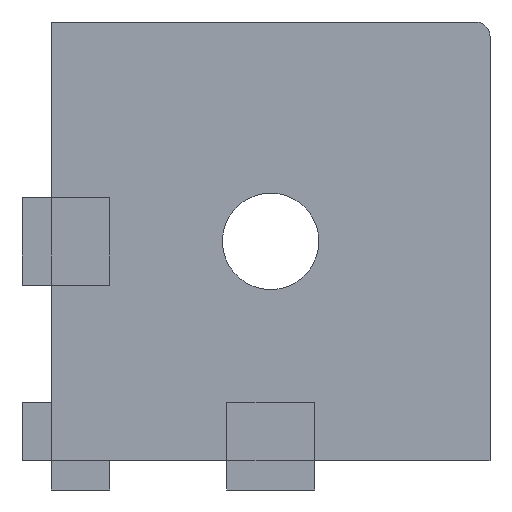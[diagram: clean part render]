
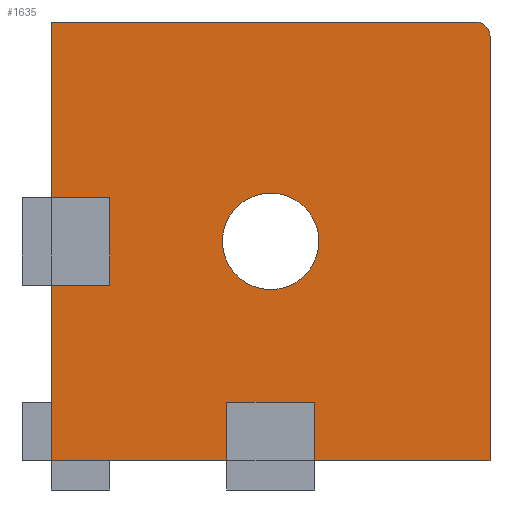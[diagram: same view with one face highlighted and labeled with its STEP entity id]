
A CAD part, front view. The second image highlights one B-rep face of the part: STEP entity #1635.
In plain terms, the highlighted planar face has unit normal (0, -1, 0).
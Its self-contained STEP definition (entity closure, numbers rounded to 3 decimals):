
#130 = DIRECTION ( 'NONE',  ( 0., 0., 1. ) ) ;
#131 = DIRECTION ( 'NONE',  ( 0., 1., 0. ) ) ;
#132 = CARTESIAN_POINT ( 'NONE',  ( 0., 0., 0. ) ) ;
#133 = AXIS2_PLACEMENT_3D ( 'NONE', #132, #131, #130 ) ;
#134 = CIRCLE ( 'NONE', #133, 3.3 ) ;
#148 = CARTESIAN_POINT ( 'NONE',  ( 0., 0., 3.3 ) ) ;
#149 = CARTESIAN_POINT ( 'NONE',  ( 0., 0., -3.3 ) ) ;
#699 = AXIS2_PLACEMENT_3D ( 'NONE', #701, #729, #728 ) ;
#701 = CARTESIAN_POINT ( 'NONE',  ( 14., 0., 14. ) ) ;
#702 = CARTESIAN_POINT ( 'NONE',  ( 15., 0., 14. ) ) ;
#707 = CARTESIAN_POINT ( 'NONE',  ( 3., 0., -11. ) ) ;
#723 = DIRECTION ( 'NONE',  ( -1., 0., 0. ) ) ;
#724 = VECTOR ( 'NONE', #723, 1000. ) ;
#725 = CARTESIAN_POINT ( 'NONE',  ( -15., 0., -15. ) ) ;
#726 = LINE ( 'NONE', #725, #724 ) ;
#727 = CARTESIAN_POINT ( 'NONE',  ( 0., 0., 0. ) ) ;
#728 = DIRECTION ( 'NONE',  ( 0., 0., -1. ) ) ;
#729 = DIRECTION ( 'NONE',  ( 0., -1., 0. ) ) ;
#730 = CARTESIAN_POINT ( 'NONE',  ( -15., 0., 15. ) ) ;
#731 = AXIS2_PLACEMENT_3D ( 'NONE', #727, #752, #751 ) ;
#733 = DIRECTION ( 'NONE',  ( 0., 0., 1. ) ) ;
#734 = VECTOR ( 'NONE', #733, 1000. ) ;
#740 = CARTESIAN_POINT ( 'NONE',  ( 3., 0., -11. ) ) ;
#741 = LINE ( 'NONE', #740, #734 ) ;
#743 = CARTESIAN_POINT ( 'NONE',  ( -15., 0., 3. ) ) ;
#744 = CIRCLE ( 'NONE', #699, 1. ) ;
#745 = CARTESIAN_POINT ( 'NONE',  ( 15., 0., -15. ) ) ;
#746 = DIRECTION ( 'NONE',  ( 0., 0., -1. ) ) ;
#747 = CARTESIAN_POINT ( 'NONE',  ( 3., 0., -11. ) ) ;
#748 = LINE ( 'NONE', #747, #802 ) ;
#751 = DIRECTION ( 'NONE',  ( 0., 0., 1. ) ) ;
#752 = DIRECTION ( 'NONE',  ( 0., 1., 0. ) ) ;
#754 = PLANE ( 'NONE',  #762 ) ;
#755 = FACE_OUTER_BOUND ( 'NONE', #1696, .T. ) ;
#757 = DIRECTION ( 'NONE',  ( 0., -1., 0. ) ) ;
#758 = CARTESIAN_POINT ( 'NONE',  ( -15., 0., -15. ) ) ;
#759 = CIRCLE ( 'NONE', #731, 3.3 ) ;
#762 = AXIS2_PLACEMENT_3D ( 'NONE', #758, #757, #746 ) ;
#766 = FACE_BOUND ( 'NONE', #1623, .T. ) ;
#767 = CARTESIAN_POINT ( 'NONE',  ( -3., 0., -11. ) ) ;
#774 = LINE ( 'NONE', #780, #824 ) ;
#775 = DIRECTION ( 'NONE',  ( -1., 0., 0. ) ) ;
#776 = VECTOR ( 'NONE', #775, 1000. ) ;
#777 = LINE ( 'NONE', #778, #776 ) ;
#778 = CARTESIAN_POINT ( 'NONE',  ( -15., 0., -15. ) ) ;
#780 = CARTESIAN_POINT ( 'NONE',  ( -3., 0., -11. ) ) ;
#783 = CARTESIAN_POINT ( 'NONE',  ( -11., 0., -3. ) ) ;
#784 = CARTESIAN_POINT ( 'NONE',  ( 14., 0., 15. ) ) ;
#785 = CARTESIAN_POINT ( 'NONE',  ( -3., 0., -15. ) ) ;
#789 = CARTESIAN_POINT ( 'NONE',  ( -15., 0., -15. ) ) ;
#801 = DIRECTION ( 'NONE',  ( -1., 0., 0. ) ) ;
#802 = VECTOR ( 'NONE', #801, 1000. ) ;
#805 = CARTESIAN_POINT ( 'NONE',  ( 15., 0., 15. ) ) ;
#822 = CARTESIAN_POINT ( 'NONE',  ( -15., 0., 15. ) ) ;
#823 = DIRECTION ( 'NONE',  ( 0., 0., -1. ) ) ;
#824 = VECTOR ( 'NONE', #823, 1000. ) ;
#830 = CARTESIAN_POINT ( 'NONE',  ( 3., 0., -15. ) ) ;
#832 = DIRECTION ( 'NONE',  ( 0., 0., 1. ) ) ;
#833 = VECTOR ( 'NONE', #832, 1000. ) ;
#834 = CARTESIAN_POINT ( 'NONE',  ( -11., 0., 3. ) ) ;
#835 = LINE ( 'NONE', #834, #833 ) ;
#837 = DIRECTION ( 'NONE',  ( 1., 0., 0. ) ) ;
#838 = VECTOR ( 'NONE', #837, 1000. ) ;
#839 = LINE ( 'NONE', #822, #838 ) ;
#840 = DIRECTION ( 'NONE',  ( 1., 0., 0. ) ) ;
#841 = VECTOR ( 'NONE', #840, 1000. ) ;
#842 = CARTESIAN_POINT ( 'NONE',  ( -11., 0., -3. ) ) ;
#843 = LINE ( 'NONE', #842, #841 ) ;
#846 = CARTESIAN_POINT ( 'NONE',  ( -11., 0., 3. ) ) ;
#847 = DIRECTION ( 'NONE',  ( -1., 0., 0. ) ) ;
#848 = VECTOR ( 'NONE', #847, 1000. ) ;
#849 = LINE ( 'NONE', #851, #848 ) ;
#850 = CARTESIAN_POINT ( 'NONE',  ( -15., 0., -3. ) ) ;
#851 = CARTESIAN_POINT ( 'NONE',  ( -11., 0., 3. ) ) ;
#852 = DIRECTION ( 'NONE',  ( 0., 0., -1. ) ) ;
#853 = VECTOR ( 'NONE', #852, 1000. ) ;
#854 = LINE ( 'NONE', #805, #853 ) ;
#870 = DIRECTION ( 'NONE',  ( 0., 0., 1. ) ) ;
#871 = VECTOR ( 'NONE', #870, 1000. ) ;
#872 = CARTESIAN_POINT ( 'NONE',  ( -15., 0., 15. ) ) ;
#873 = LINE ( 'NONE', #872, #871 ) ;
#878 = DIRECTION ( 'NONE',  ( 0., 0., 1. ) ) ;
#879 = VECTOR ( 'NONE', #878, 1000. ) ;
#880 = CARTESIAN_POINT ( 'NONE',  ( -15., 0., 15. ) ) ;
#881 = LINE ( 'NONE', #880, #879 ) ;
#1298 = VERTEX_POINT ( 'NONE', #149 ) ;
#1299 = VERTEX_POINT ( 'NONE', #148 ) ;
#1302 = EDGE_CURVE ( 'NONE', #1298, #1299, #134, .T. ) ;
#1610 = ORIENTED_EDGE ( 'NONE', *, *, #1636, .F. ) ;
#1612 = VERTEX_POINT ( 'NONE', #707 ) ;
#1617 = EDGE_CURVE ( 'NONE', #1695, #1612, #741, .T. ) ;
#1618 = EDGE_CURVE ( 'NONE', #1626, #1655, #744, .T. ) ;
#1619 = ORIENTED_EDGE ( 'NONE', *, *, #1617, .F. ) ;
#1620 = EDGE_CURVE ( 'NONE', #1637, #1695, #726, .T. ) ;
#1623 = EDGE_LOOP ( 'NONE', ( #1625, #1624 ) ) ;
#1624 = ORIENTED_EDGE ( 'NONE', *, *, #1302, .T. ) ;
#1625 = ORIENTED_EDGE ( 'NONE', *, *, #1633, .T. ) ;
#1626 = VERTEX_POINT ( 'NONE', #702 ) ;
#1627 = VERTEX_POINT ( 'NONE', #743 ) ;
#1633 = EDGE_CURVE ( 'NONE', #1299, #1298, #759, .T. ) ;
#1634 = VERTEX_POINT ( 'NONE', #730 ) ;
#1635 = ADVANCED_FACE ( 'NONE', ( #766, #755 ), #754, .T. ) ;
#1636 = EDGE_CURVE ( 'NONE', #1612, #1639, #748, .T. ) ;
#1637 = VERTEX_POINT ( 'NONE', #745 ) ;
#1638 = ORIENTED_EDGE ( 'NONE', *, *, #1618, .T. ) ;
#1639 = VERTEX_POINT ( 'NONE', #767 ) ;
#1655 = VERTEX_POINT ( 'NONE', #784 ) ;
#1656 = VERTEX_POINT ( 'NONE', #789 ) ;
#1662 = ORIENTED_EDGE ( 'NONE', *, *, #1620, .F. ) ;
#1663 = ORIENTED_EDGE ( 'NONE', *, *, #1688, .F. ) ;
#1665 = VERTEX_POINT ( 'NONE', #785 ) ;
#1666 = ORIENTED_EDGE ( 'NONE', *, *, #1690, .F. ) ;
#1667 = ORIENTED_EDGE ( 'NONE', *, *, #1675, .F. ) ;
#1668 = ORIENTED_EDGE ( 'NONE', *, *, #1687, .F. ) ;
#1669 = VERTEX_POINT ( 'NONE', #783 ) ;
#1671 = ORIENTED_EDGE ( 'NONE', *, *, #1702, .F. ) ;
#1672 = ORIENTED_EDGE ( 'NONE', *, *, #1673, .F. ) ;
#1673 = EDGE_CURVE ( 'NONE', #1665, #1656, #777, .T. ) ;
#1675 = EDGE_CURVE ( 'NONE', #1639, #1665, #774, .T. ) ;
#1681 = EDGE_CURVE ( 'NONE', #1626, #1637, #854, .T. ) ;
#1683 = ORIENTED_EDGE ( 'NONE', *, *, #1698, .F. ) ;
#1684 = EDGE_CURVE ( 'NONE', #1686, #1627, #849, .T. ) ;
#1685 = ORIENTED_EDGE ( 'NONE', *, *, #1681, .F. ) ;
#1686 = VERTEX_POINT ( 'NONE', #846 ) ;
#1687 = EDGE_CURVE ( 'NONE', #1691, #1669, #843, .T. ) ;
#1688 = EDGE_CURVE ( 'NONE', #1634, #1655, #839, .T. ) ;
#1689 = ORIENTED_EDGE ( 'NONE', *, *, #1684, .F. ) ;
#1690 = EDGE_CURVE ( 'NONE', #1669, #1686, #835, .T. ) ;
#1691 = VERTEX_POINT ( 'NONE', #850 ) ;
#1695 = VERTEX_POINT ( 'NONE', #830 ) ;
#1696 = EDGE_LOOP ( 'NONE', ( #1610, #1619, #1662, #1685, #1638, #1663, #1683, #1689, #1666, #1668, #1671, #1672, #1667 ) ) ;
#1698 = EDGE_CURVE ( 'NONE', #1627, #1634, #881, .T. ) ;
#1702 = EDGE_CURVE ( 'NONE', #1656, #1691, #873, .T. ) ;
